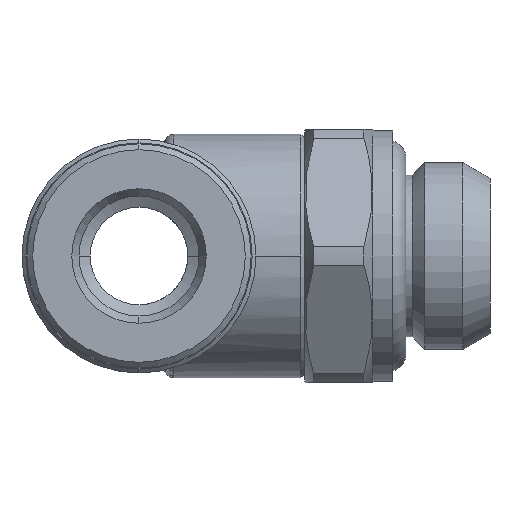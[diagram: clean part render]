
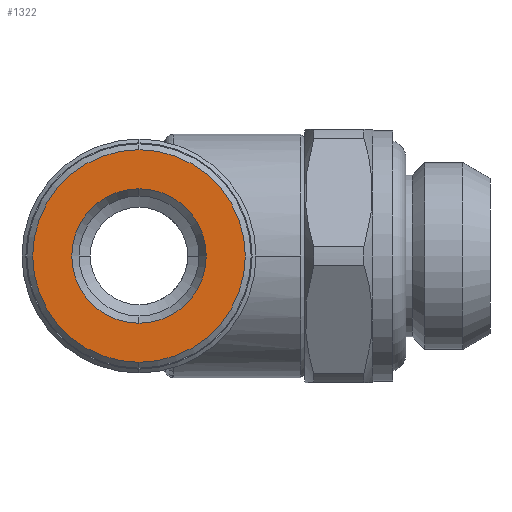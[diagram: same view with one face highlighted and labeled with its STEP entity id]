
A CAD part, left-side view. The second image highlights one B-rep face of the part: STEP entity #1322.
In plain terms, the highlighted planar face has unit normal (-1, 0, 0).
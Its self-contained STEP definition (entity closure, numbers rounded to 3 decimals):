
#1222 = VERTEX_POINT ( 'NONE', #3176 ) ;
#1227 = ORIENTED_EDGE ( 'NONE', *, *, #1228, .F. ) ;
#1228 = EDGE_CURVE ( 'NONE', #1250, #1222, #3170, .T. ) ;
#1233 = EDGE_CURVE ( 'NONE', #1222, #1250, #3160, .T. ) ;
#1240 = VERTEX_POINT ( 'NONE', #3212 ) ;
#1243 = VERTEX_POINT ( 'NONE', #3207 ) ;
#1249 = EDGE_CURVE ( 'NONE', #1240, #1243, #3196, .T. ) ;
#1250 = VERTEX_POINT ( 'NONE', #3191 ) ;
#1270 = EDGE_CURVE ( 'NONE', #1243, #1240, #3279, .T. ) ;
#1285 = EDGE_LOOP ( 'NONE', ( #1338, #1227 ) ) ;
#1290 = ORIENTED_EDGE ( 'NONE', *, *, #1249, .T. ) ;
#1309 = ORIENTED_EDGE ( 'NONE', *, *, #1270, .T. ) ;
#1311 = EDGE_LOOP ( 'NONE', ( #1290, #1309 ) ) ;
#1322 = ADVANCED_FACE ( 'NONE', ( #3323, #3322 ), #3321, .T. ) ;
#1338 = ORIENTED_EDGE ( 'NONE', *, *, #1233, .F. ) ;
#3159 = AXIS2_PLACEMENT_3D ( 'NONE', #3220, #3219, #3218 ) ;
#3160 = CIRCLE ( 'NONE', #3159, 5.45 ) ;
#3166 = DIRECTION ( 'NONE',  ( 0., 0., -1. ) ) ;
#3167 = DIRECTION ( 'NONE',  ( 1., 0., 0. ) ) ;
#3168 = CARTESIAN_POINT ( 'NONE',  ( -22.2, 0., 0. ) ) ;
#3169 = AXIS2_PLACEMENT_3D ( 'NONE', #3168, #3167, #3166 ) ;
#3170 = CIRCLE ( 'NONE', #3169, 5.45 ) ;
#3176 = CARTESIAN_POINT ( 'NONE',  ( -22.2, 0., -5.45 ) ) ;
#3191 = CARTESIAN_POINT ( 'NONE',  ( -22.2, 0., 5.45 ) ) ;
#3192 = DIRECTION ( 'NONE',  ( 0., 0., -1. ) ) ;
#3193 = DIRECTION ( 'NONE',  ( 1., 0., 0. ) ) ;
#3194 = CARTESIAN_POINT ( 'NONE',  ( -22.2, 0., 0. ) ) ;
#3195 = AXIS2_PLACEMENT_3D ( 'NONE', #3194, #3193, #3192 ) ;
#3196 = CIRCLE ( 'NONE', #3195, 3.45 ) ;
#3207 = CARTESIAN_POINT ( 'NONE',  ( -22.2, 0., -3.45 ) ) ;
#3212 = CARTESIAN_POINT ( 'NONE',  ( -22.2, 0., 3.45 ) ) ;
#3218 = DIRECTION ( 'NONE',  ( 0., 0., -1. ) ) ;
#3219 = DIRECTION ( 'NONE',  ( 1., 0., 0. ) ) ;
#3220 = CARTESIAN_POINT ( 'NONE',  ( -22.2, 0., 0. ) ) ;
#3275 = DIRECTION ( 'NONE',  ( 0., 0., -1. ) ) ;
#3276 = DIRECTION ( 'NONE',  ( 1., 0., 0. ) ) ;
#3277 = CARTESIAN_POINT ( 'NONE',  ( -22.2, 0., 0. ) ) ;
#3278 = AXIS2_PLACEMENT_3D ( 'NONE', #3277, #3276, #3275 ) ;
#3279 = CIRCLE ( 'NONE', #3278, 3.45 ) ;
#3316 = DIRECTION ( 'NONE',  ( 0., 0., 1. ) ) ;
#3317 = DIRECTION ( 'NONE',  ( -1., 0., 0. ) ) ;
#3318 = CARTESIAN_POINT ( 'NONE',  ( -22.2, 5.45, 0. ) ) ;
#3320 = AXIS2_PLACEMENT_3D ( 'NONE', #3318, #3317, #3316 ) ;
#3321 = PLANE ( 'NONE',  #3320 ) ;
#3322 = FACE_OUTER_BOUND ( 'NONE', #1285, .T. ) ;
#3323 = FACE_BOUND ( 'NONE', #1311, .T. ) ;
